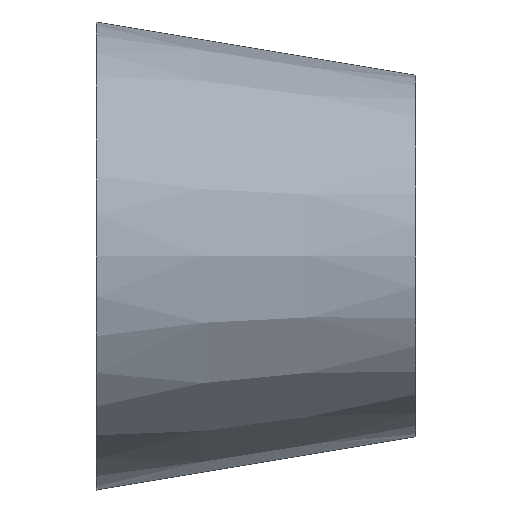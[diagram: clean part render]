
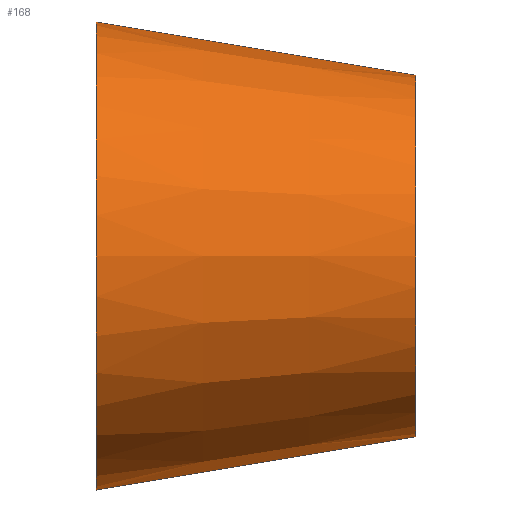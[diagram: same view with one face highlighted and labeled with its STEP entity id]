
A CAD part, front view. The second image highlights one B-rep face of the part: STEP entity #168.
In plain terms, the highlighted conical face has half-angle 9.462 degrees and reference radius 17 mm.
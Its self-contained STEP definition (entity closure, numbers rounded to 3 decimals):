
#1 = VERTEX_POINT ( 'NONE', #125 ) ;
#6 = DIRECTION ( 'NONE',  ( 1., 0., 0. ) ) ;
#9 = DIRECTION ( 'NONE',  ( 0., 0., 1. ) ) ;
#14 = EDGE_CURVE ( 'NONE', #217, #26, #228, .T. ) ;
#19 = VECTOR ( 'NONE', #225, 1000. ) ;
#26 = VERTEX_POINT ( 'NONE', #177 ) ;
#29 = DIRECTION ( 'NONE',  ( -1., 0., 0. ) ) ;
#34 = CARTESIAN_POINT ( 'NONE',  ( 30., 0., -17. ) ) ;
#37 = CARTESIAN_POINT ( 'NONE',  ( 30., 0., 0. ) ) ;
#51 = CARTESIAN_POINT ( 'NONE',  ( 0., 0., 0. ) ) ;
#60 = AXIS2_PLACEMENT_3D ( 'NONE', #155, #6, #73 ) ;
#73 = DIRECTION ( 'NONE',  ( 0., 0., -1. ) ) ;
#76 = CARTESIAN_POINT ( 'NONE',  ( 30., 0., 17. ) ) ;
#83 = ORIENTED_EDGE ( 'NONE', *, *, #191, .F. ) ;
#87 = EDGE_CURVE ( 'NONE', #111, #26, #206, .T. ) ;
#91 = CARTESIAN_POINT ( 'NONE',  ( 30., 0., -17. ) ) ;
#97 = AXIS2_PLACEMENT_3D ( 'NONE', #51, #197, #248 ) ;
#108 = VECTOR ( 'NONE', #188, 1000. ) ;
#111 = VERTEX_POINT ( 'NONE', #91 ) ;
#114 = CIRCLE ( 'NONE', #60, 17. ) ;
#116 = ORIENTED_EDGE ( 'NONE', *, *, #178, .T. ) ;
#125 = CARTESIAN_POINT ( 'NONE',  ( 30., 0., 17. ) ) ;
#138 = FACE_OUTER_BOUND ( 'NONE', #143, .T. ) ;
#143 = EDGE_LOOP ( 'NONE', ( #205, #83, #116, #199 ) ) ;
#155 = CARTESIAN_POINT ( 'NONE',  ( 30., 0., 0. ) ) ;
#166 = CONICAL_SURFACE ( 'NONE', #232, 17., 0.165 ) ;
#168 = ADVANCED_FACE ( 'NONE', ( #138 ), #166, .T. ) ;
#177 = CARTESIAN_POINT ( 'NONE',  ( 0., 0., -22. ) ) ;
#178 = EDGE_CURVE ( 'NONE', #1, #217, #237, .T. ) ;
#184 = CARTESIAN_POINT ( 'NONE',  ( 0., 0., 22. ) ) ;
#188 = DIRECTION ( 'NONE',  ( -0.986, 0., -0.164 ) ) ;
#191 = EDGE_CURVE ( 'NONE', #1, #111, #114, .T. ) ;
#197 = DIRECTION ( 'NONE',  ( 1., 0., 0. ) ) ;
#199 = ORIENTED_EDGE ( 'NONE', *, *, #14, .T. ) ;
#205 = ORIENTED_EDGE ( 'NONE', *, *, #87, .F. ) ;
#206 = LINE ( 'NONE', #34, #108 ) ;
#217 = VERTEX_POINT ( 'NONE', #184 ) ;
#225 = DIRECTION ( 'NONE',  ( -0.986, 0., 0.164 ) ) ;
#228 = CIRCLE ( 'NONE', #97, 22. ) ;
#232 = AXIS2_PLACEMENT_3D ( 'NONE', #37, #29, #9 ) ;
#237 = LINE ( 'NONE', #76, #19 ) ;
#248 = DIRECTION ( 'NONE',  ( 0., 0., -1. ) ) ;
